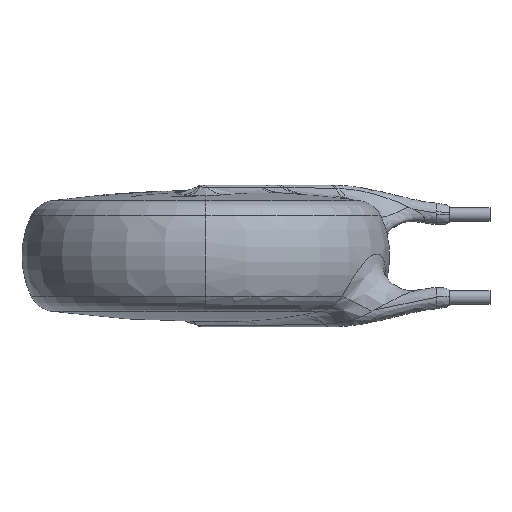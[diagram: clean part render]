
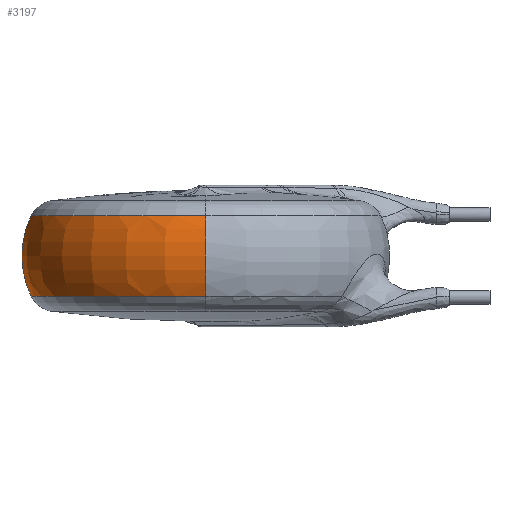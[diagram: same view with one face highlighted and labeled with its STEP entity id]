
A CAD part, left-side view. The second image highlights one B-rep face of the part: STEP entity #3197.
In plain terms, the highlighted toroidal (fillet/blend) face has major radius 6.725 mm and minor radius 7.025 mm.
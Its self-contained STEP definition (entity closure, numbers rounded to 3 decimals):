
#204 = CIRCLE ( 'NONE', #3631, 13.073 ) ;
#333 = CIRCLE ( 'NONE', #4612, 13.073 ) ;
#373 = DIRECTION ( 'NONE',  ( -1., 0., 0. ) ) ;
#440 = CARTESIAN_POINT ( 'NONE',  ( -6.725, 18.25, 0. ) ) ;
#593 = CARTESIAN_POINT ( 'NONE',  ( 0., 18.25, -3.009 ) ) ;
#614 = AXIS2_PLACEMENT_3D ( 'NONE', #6502, #6533, #7179 ) ;
#941 = EDGE_CURVE ( 'NONE', #5138, #4359, #2543, .T. ) ;
#1125 = EDGE_CURVE ( 'NONE', #5092, #5138, #204, .T. ) ;
#1231 = DIRECTION ( 'NONE',  ( -1., 0., 0. ) ) ;
#1397 = CARTESIAN_POINT ( 'NONE',  ( 0., 18.25, 3.009 ) ) ;
#1410 = EDGE_CURVE ( 'NONE', #5663, #4359, #333, .T. ) ;
#1439 = CARTESIAN_POINT ( 'NONE',  ( 6.725, 18.25, 0. ) ) ;
#1785 = DIRECTION ( 'NONE',  ( 0., 0., -1. ) ) ;
#1808 = FACE_OUTER_BOUND ( 'NONE', #5585, .T. ) ;
#1904 = DIRECTION ( 'NONE',  ( 0., 0., -1. ) ) ;
#2214 = CARTESIAN_POINT ( 'NONE',  ( -13.073, 18.25, 3.009 ) ) ;
#2269 = CARTESIAN_POINT ( 'NONE',  ( 13.073, 18.25, -3.009 ) ) ;
#2455 = AXIS2_PLACEMENT_3D ( 'NONE', #440, #2785, #1785 ) ;
#2543 = CIRCLE ( 'NONE', #3274, 7.025 ) ;
#2766 = ORIENTED_EDGE ( 'NONE', *, *, #1410, .F. ) ;
#2785 = DIRECTION ( 'NONE',  ( 0., -1., 0. ) ) ;
#2985 = DIRECTION ( 'NONE',  ( -1., 0., 0. ) ) ;
#3197 = ADVANCED_FACE ( 'NONE', ( #1808 ), #6828, .T. ) ;
#3274 = AXIS2_PLACEMENT_3D ( 'NONE', #1439, #5004, #373 ) ;
#3631 = AXIS2_PLACEMENT_3D ( 'NONE', #1397, #1904, #2985 ) ;
#3648 = ORIENTED_EDGE ( 'NONE', *, *, #1125, .T. ) ;
#4359 = VERTEX_POINT ( 'NONE', #2269 ) ;
#4612 = AXIS2_PLACEMENT_3D ( 'NONE', #593, #5968, #1231 ) ;
#5004 = DIRECTION ( 'NONE',  ( 0., 1., 0. ) ) ;
#5013 = ORIENTED_EDGE ( 'NONE', *, *, #6359, .F. ) ;
#5092 = VERTEX_POINT ( 'NONE', #2214 ) ;
#5138 = VERTEX_POINT ( 'NONE', #6527 ) ;
#5454 = CARTESIAN_POINT ( 'NONE',  ( -13.073, 18.25, -3.009 ) ) ;
#5585 = EDGE_LOOP ( 'NONE', ( #3648, #6852, #2766, #5013 ) ) ;
#5663 = VERTEX_POINT ( 'NONE', #5454 ) ;
#5968 = DIRECTION ( 'NONE',  ( 0., 0., -1. ) ) ;
#6359 = EDGE_CURVE ( 'NONE', #5092, #5663, #7206, .T. ) ;
#6502 = CARTESIAN_POINT ( 'NONE',  ( 0., 18.25, 0. ) ) ;
#6527 = CARTESIAN_POINT ( 'NONE',  ( 13.073, 18.25, 3.009 ) ) ;
#6533 = DIRECTION ( 'NONE',  ( 0., 0., -1. ) ) ;
#6828 = TOROIDAL_SURFACE ( 'NONE', #614, 6.725, 7.025 ) ;
#6852 = ORIENTED_EDGE ( 'NONE', *, *, #941, .T. ) ;
#7179 = DIRECTION ( 'NONE',  ( -1., 0., 0. ) ) ;
#7206 = CIRCLE ( 'NONE', #2455, 7.025 ) ;
